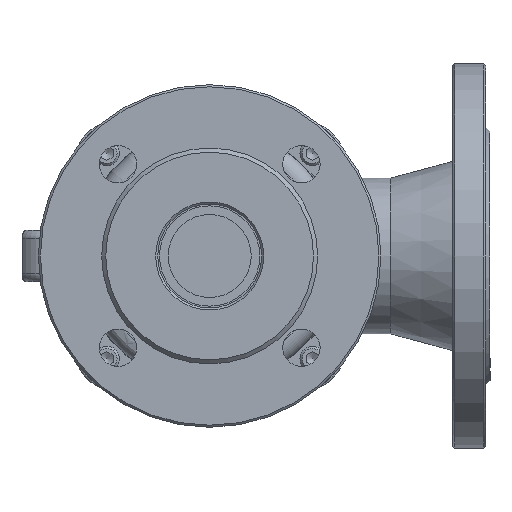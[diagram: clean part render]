
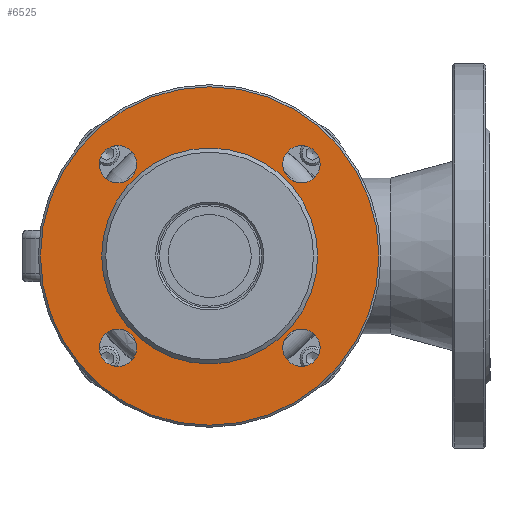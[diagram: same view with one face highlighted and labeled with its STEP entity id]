
A CAD part, front view. The second image highlights one B-rep face of the part: STEP entity #6525.
In plain terms, the highlighted planar face has unit normal (0, -1, 0).
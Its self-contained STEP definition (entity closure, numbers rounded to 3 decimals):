
#1037=FACE_BOUND('',#1941,.T.);
#1038=FACE_BOUND('',#1942,.T.);
#1039=FACE_BOUND('',#1943,.T.);
#1040=FACE_BOUND('',#1944,.T.);
#1041=FACE_BOUND('',#1945,.T.);
#1151=PLANE('',#7238);
#1509=FACE_OUTER_BOUND('',#1940,.T.);
#1940=EDGE_LOOP('',(#4910));
#1941=EDGE_LOOP('',(#4911));
#1942=EDGE_LOOP('',(#4912));
#1943=EDGE_LOOP('',(#4913));
#1944=EDGE_LOOP('',(#4914));
#1945=EDGE_LOOP('',(#4915));
#2349=CIRCLE('',#7236,52.);
#2351=CIRCLE('',#7239,81.5);
#2352=CIRCLE('',#7240,9.);
#2353=CIRCLE('',#7241,9.);
#2354=CIRCLE('',#7242,9.);
#2355=CIRCLE('',#7243,9.);
#2953=VERTEX_POINT('',#11397);
#2955=VERTEX_POINT('',#11403);
#2956=VERTEX_POINT('',#11405);
#2957=VERTEX_POINT('',#11407);
#2958=VERTEX_POINT('',#11409);
#2959=VERTEX_POINT('',#11411);
#3652=EDGE_CURVE('',#2953,#2953,#2349,.T.);
#3655=EDGE_CURVE('',#2955,#2955,#2351,.T.);
#3656=EDGE_CURVE('',#2956,#2956,#2352,.T.);
#3657=EDGE_CURVE('',#2957,#2957,#2353,.T.);
#3658=EDGE_CURVE('',#2958,#2958,#2354,.T.);
#3659=EDGE_CURVE('',#2959,#2959,#2355,.T.);
#4910=ORIENTED_EDGE('',*,*,#3655,.F.);
#4911=ORIENTED_EDGE('',*,*,#3656,.F.);
#4912=ORIENTED_EDGE('',*,*,#3657,.F.);
#4913=ORIENTED_EDGE('',*,*,#3658,.F.);
#4914=ORIENTED_EDGE('',*,*,#3659,.F.);
#4915=ORIENTED_EDGE('',*,*,#3652,.F.);
#6525=ADVANCED_FACE('',(#1509,#1037,#1038,#1039,#1040,#1041),#1151,.F.);
#7236=AXIS2_PLACEMENT_3D('',#11398,#8391,#8392);
#7238=AXIS2_PLACEMENT_3D('',#11402,#8396,#8397);
#7239=AXIS2_PLACEMENT_3D('',#11404,#8398,#8399);
#7240=AXIS2_PLACEMENT_3D('',#11406,#8400,#8401);
#7241=AXIS2_PLACEMENT_3D('',#11408,#8402,#8403);
#7242=AXIS2_PLACEMENT_3D('',#11410,#8404,#8405);
#7243=AXIS2_PLACEMENT_3D('',#11412,#8406,#8407);
#8391=DIRECTION('center_axis',(0.,-1.,0.));
#8392=DIRECTION('ref_axis',(1.,0.,0.));
#8396=DIRECTION('center_axis',(0.,1.,0.));
#8397=DIRECTION('ref_axis',(0.,0.,1.));
#8398=DIRECTION('center_axis',(0.,1.,0.));
#8399=DIRECTION('ref_axis',(-1.,0.,0.));
#8400=DIRECTION('center_axis',(0.,-1.,0.));
#8401=DIRECTION('ref_axis',(-1.,0.,0.));
#8402=DIRECTION('center_axis',(0.,-1.,0.));
#8403=DIRECTION('ref_axis',(-1.,0.,0.));
#8404=DIRECTION('center_axis',(0.,-1.,0.));
#8405=DIRECTION('ref_axis',(-1.,0.,0.));
#8406=DIRECTION('center_axis',(0.,-1.,0.));
#8407=DIRECTION('ref_axis',(-1.,0.,0.));
#11397=CARTESIAN_POINT('',(-52.,2.,0.));
#11398=CARTESIAN_POINT('Origin',(0.,2.,0.));
#11402=CARTESIAN_POINT('Origin',(0.,2.,0.));
#11403=CARTESIAN_POINT('',(81.5,2.,0.));
#11404=CARTESIAN_POINT('Origin',(0.,2.,0.));
#11405=CARTESIAN_POINT('',(53.194,2.,44.194));
#11406=CARTESIAN_POINT('Origin',(44.194,2.,44.194));
#11407=CARTESIAN_POINT('',(53.194,2.,-44.194));
#11408=CARTESIAN_POINT('Origin',(44.194,2.,-44.194));
#11409=CARTESIAN_POINT('',(-35.194,2.,-44.194));
#11410=CARTESIAN_POINT('Origin',(-44.194,2.,-44.194));
#11411=CARTESIAN_POINT('',(-35.194,2.,44.194));
#11412=CARTESIAN_POINT('Origin',(-44.194,2.,44.194));
